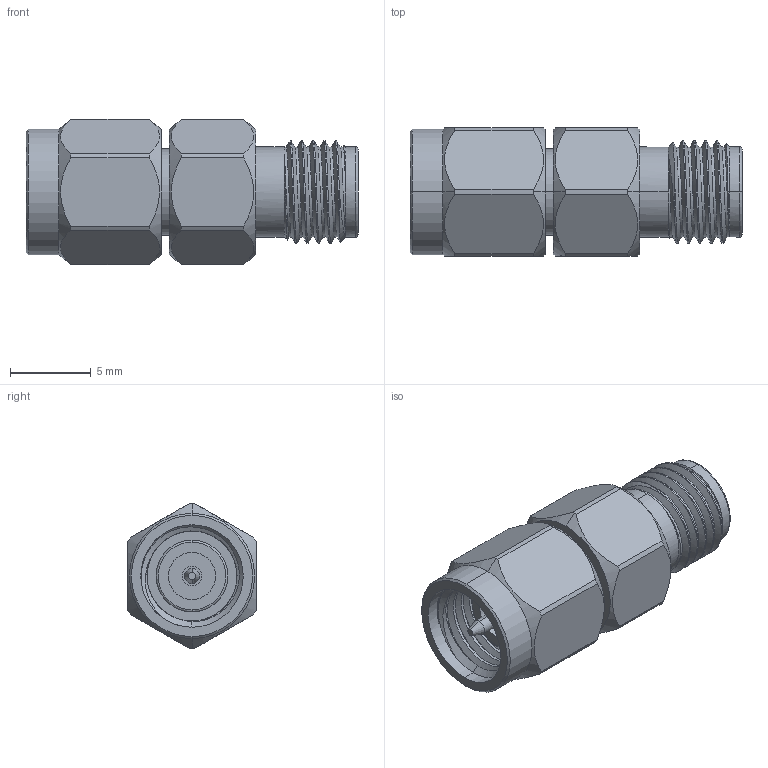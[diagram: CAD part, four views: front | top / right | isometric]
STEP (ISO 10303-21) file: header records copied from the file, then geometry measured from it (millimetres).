
FILE_DESCRIPTION (( 'STEP AP203' ), '1' );
FILE_NAME ('FMAD1080.step', '2019-08-21T14:08:31', ( '' ), ( '' ), 'SwSTEP 2.0', 'SolidWorks 2018', '' );
FILE_SCHEMA (( 'CONFIG_CONTROL_DESIGN' ));
Length unit declared in the file: inch
Products named in the file (1): FMAD1080
Bounding box: 20.57 x 7.94 x 8.99 mm (x, y, z)
Volume: 731.8 mm3; surface area: 971.8 mm2
Topology: 1 solids, 1 shells, 131 faces, 328 edges, 210 vertices
Faces by surface type: cylinder 62, plane 33, cone 26, bspline 8, torus 2
Entity records: 7199 total; most frequent: CARTESIAN_POINT 4161, ORIENTED_EDGE 656, DIRECTION 586, EDGE_CURVE 328, AXIS2_PLACEMENT_3D 238, VERTEX_POINT 210, EDGE_LOOP 142, FACE_OUTER_BOUND 131
